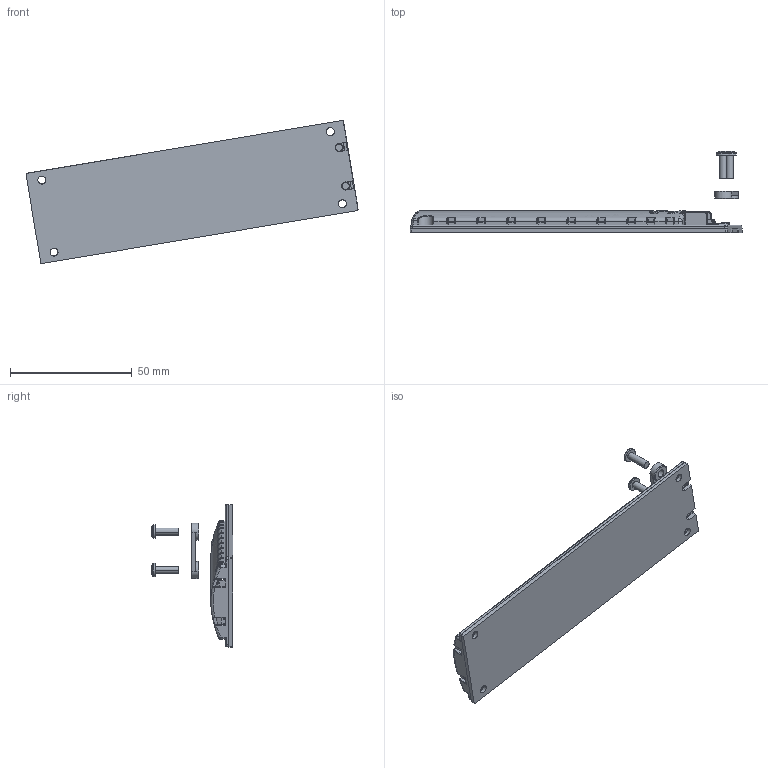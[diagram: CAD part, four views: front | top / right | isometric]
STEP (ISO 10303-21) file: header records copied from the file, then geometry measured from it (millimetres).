
FILE_DESCRIPTION(('Creo Elements/Direct Modeling STEP Export'),'2;1');
FILE_NAME('READYLINE S IP20.stp','2019-03-18T14:22:03',(''),(''),'Creo Elements/Direct Modeling STEP processor for AP214 (Solid Model)','Creo Elements/Direct Modeling 20.0B 07-Aug-2017 (C) Parametric Technology GmbH','');
FILE_SCHEMA(('AUTOMOTIVE_DESIGN { 1 0 10303 214 1 1 1 1 }'));
Products named in the file (8): diffusore; LED-module.1; piastrina_serracavo; rivetti; vite_led_b.1.1.1.2; vite_led_b.1.1.1; viti_fissaggio; readyline_S
Assembly tree (7 placements, depth 3):
  readyline_S
    viti_fissaggio
      vite_led_b.1.1.1
      vite_led_b.1.1.1.2
    rivetti
    piastrina_serracavo
    LED-module.1
    diffusore
Bounding box: 136.23 x 33.46 x 58.65 mm (x, y, z)
Volume: 17337.4 mm3; surface area: 24468.6 mm2
Topology: 5 solids, 5 shells, 1804 faces, 5089 edges, 3265 vertices
Faces by surface type: plane 1119, cylinder 417, bspline 120, torus 115, sphere 29, cone 4
Entity records: 92851 total; most frequent: CARTESIAN_POINT 34185, ORIENTED_EDGE 10132, DIRECTION 8304, EDGE_CURVE 5066, VECTOR 3382, LINE 3382, VERTEX_POINT 3265, AXIS2_PLACEMENT_3D 2461
